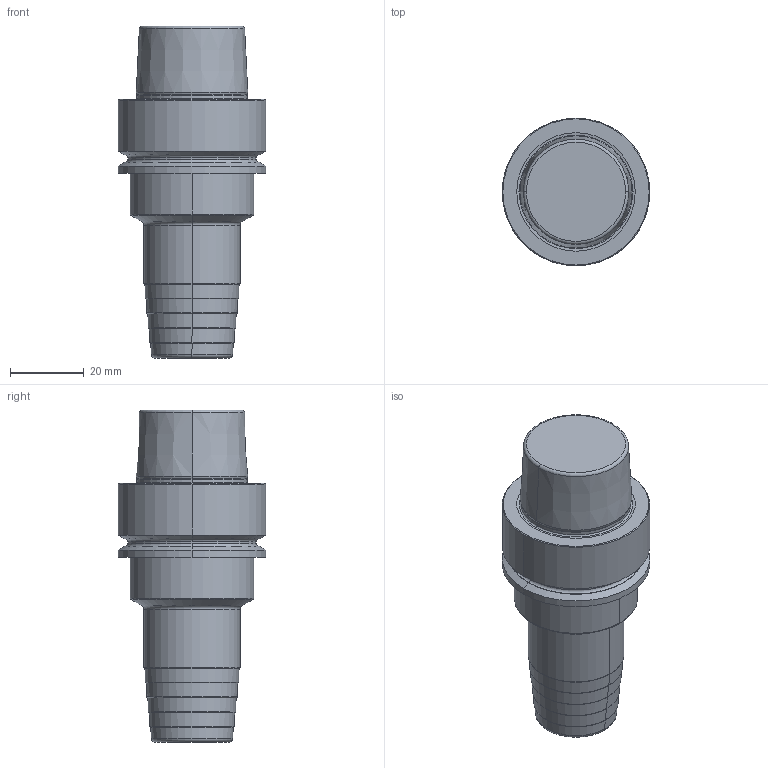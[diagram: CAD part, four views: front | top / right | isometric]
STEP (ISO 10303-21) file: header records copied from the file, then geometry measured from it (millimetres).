
FILE_DESCRIPTION((''),'2;1');
FILE_NAME('30526637','2018-08-03T11:31:42',('Bahnemannr'),(''),'CREO PARAMETRIC BY PTC INC, 2017260','CREO PARAMETRIC BY PTC INC, 2017260','');
FILE_SCHEMA(('AUTOMOTIVE_DESIGN { 1 0 10303 214 1 1 1 1 }'));
Length unit declared in the file: millimetre
Products named in the file (1): 30526637
Bounding box: 40 x 40 x 89.9 mm (x, y, z)
Volume: 65813.5 mm3; surface area: 11722.1 mm2
Topology: 1 solids, 1 shells, 78 faces, 160 edges, 100 vertices
Faces by surface type: torus 28, cone 24, cylinder 14, plane 12
Entity records: 3409 total; most frequent: DIRECTION 438, CARTESIAN_POINT 331, ORIENTED_EDGE 308, AXIS2_PLACEMENT_3D 197, PRESENTATION_STYLE_ASSIGNMENT 164, STYLED_ITEM 164, CURVE_STYLE 163, EDGE_CURVE 154
